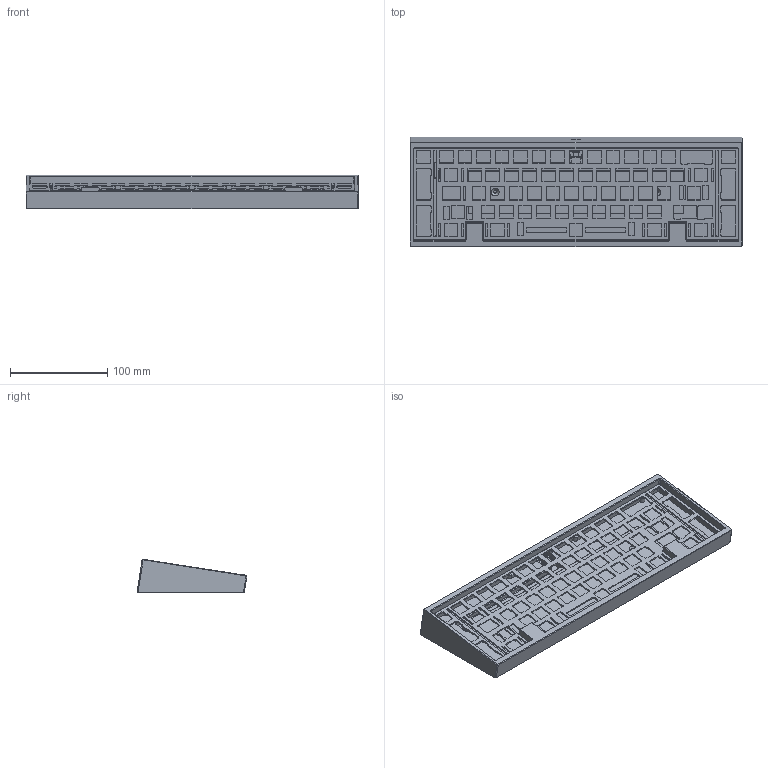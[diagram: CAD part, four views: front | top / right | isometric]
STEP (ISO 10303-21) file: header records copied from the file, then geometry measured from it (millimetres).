
FILE_DESCRIPTION(/* description */ (''),/* implementation_level */ '2;1');
FILE_NAME(/* name */ 'REI v20.step',/* time_stamp */ '2020-05-13T00:50:18+10:00',/* author */ (''),/* organization */ (''),/* preprocessor_version */ 'ST-DEVELOPER v18.1',/* originating_system */ 'Autodesk Translation Framework v9.2.0.1227',/* authorisation */ '');
FILE_SCHEMA (('AUTOMOTIVE_DESIGN { 1 0 10303 214 3 1 1 }'));
Length unit declared in the file: millimetre
Products named in the file (18): REI; Unified-Daughterboard; USON-10_2.5x1.0mm_P0; SOLID; L_1206_3216Metric; SOLID (1); R_0603_1608Metric; R_1206_3216Metric; SOLID (3); D_SOD-123; SOLID (4); HRO__TYPE-C-31-M-12; SOLID (5); JST-SR-4; SOLID (6); R_0603_1608Metric_1; SOLID (2); COMPOUND
Assembly tree (18 placements, depth 4):
  REI
    Unified-Daughterboard
      USON-10_2.5x1.0mm_P0
        SOLID
      L_1206_3216Metric
        SOLID (1)
      R_0603_1608Metric
        SOLID (2)
      R_1206_3216Metric
        SOLID (3)
      D_SOD-123
        SOLID (4)
      HRO__TYPE-C-31-M-12
        SOLID (5)
      JST-SR-4
        SOLID (6)
      R_0603_1608Metric_1
        SOLID (2)
      COMPOUND
Bounding box: 341.93 x 113.17 x 34.37 mm (x, y, z)
Volume: 459957.5 mm3; surface area: 220676.2 mm2
Topology: 13 solids, 13 shells, 1730 faces, 4862 edges, 3194 vertices
Faces by surface type: plane 977, cylinder 675, cone 66, torus 12
Full cylindrical faces by diameter (mm): 0.2 x1, 0.5 x2, 0.65 x2, 1.623 x20, 2 x4, 2.2 x4, 3.332 x2, 3.8 x8, 3.85 x8, 4 x2
Entity records: 56268 total; most frequent: DIRECTION 9738, CARTESIAN_POINT 9676, ORIENTED_EDGE 9572, EDGE_CURVE 4786, LINE 3314, VECTOR 3314, AXIS2_PLACEMENT_3D 3212, VERTEX_POINT 3150
